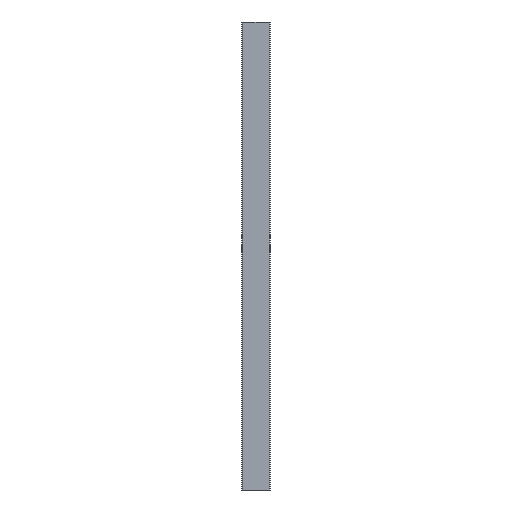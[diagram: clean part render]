
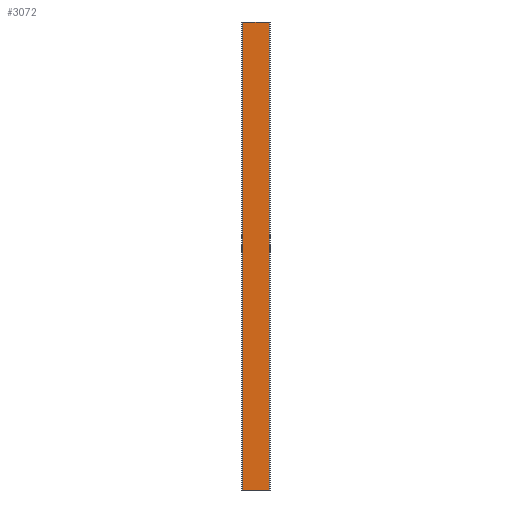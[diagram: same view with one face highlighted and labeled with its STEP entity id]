
A CAD part, left-side view. The second image highlights one B-rep face of the part: STEP entity #3072.
In plain terms, the highlighted planar face has unit normal (-1, 0, 0).
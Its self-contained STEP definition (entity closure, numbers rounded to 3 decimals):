
#168=FACE_OUTER_BOUND('',#327,.T.);
#327=EDGE_LOOP('',(#2455,#2456,#2457,#2458));
#629=LINE('',#4629,#1041);
#690=LINE('',#4758,#1102);
#691=LINE('',#4761,#1103);
#692=LINE('',#4762,#1104);
#1041=VECTOR('',#3789,10.);
#1102=VECTOR('',#3862,10.);
#1103=VECTOR('',#3865,10.);
#1104=VECTOR('',#3866,10.);
#1394=VERTEX_POINT('',#4626);
#1395=VERTEX_POINT('',#4628);
#1457=VERTEX_POINT('',#4756);
#1458=VERTEX_POINT('',#4760);
#1774=EDGE_CURVE('',#1394,#1395,#629,.T.);
#1839=EDGE_CURVE('',#1457,#1394,#690,.T.);
#1840=EDGE_CURVE('',#1458,#1457,#691,.T.);
#1841=EDGE_CURVE('',#1458,#1395,#692,.T.);
#2455=ORIENTED_EDGE('',*,*,#1839,.F.);
#2456=ORIENTED_EDGE('',*,*,#1840,.F.);
#2457=ORIENTED_EDGE('',*,*,#1841,.T.);
#2458=ORIENTED_EDGE('',*,*,#1774,.F.);
#2925=PLANE('',#3271);
#3072=ADVANCED_FACE('',(#168),#2925,.T.);
#3271=AXIS2_PLACEMENT_3D('',#4759,#3863,#3864);
#3789=DIRECTION('',(0.,1.,0.));
#3862=DIRECTION('',(0.,0.,-1.));
#3863=DIRECTION('center_axis',(-1.,0.,0.));
#3864=DIRECTION('ref_axis',(0.,-1.,0.));
#3865=DIRECTION('',(0.,-1.,0.));
#3866=DIRECTION('',(0.,0.,-1.));
#4626=CARTESIAN_POINT('',(-15.,-28.,-500.));
#4628=CARTESIAN_POINT('',(-15.,28.,-500.));
#4629=CARTESIAN_POINT('',(-15.,-28.,-500.));
#4756=CARTESIAN_POINT('',(-15.,-28.,500.));
#4758=CARTESIAN_POINT('',(-15.,-28.,0.));
#4759=CARTESIAN_POINT('Origin',(-15.,28.,0.));
#4760=CARTESIAN_POINT('',(-15.,28.,500.));
#4761=CARTESIAN_POINT('',(-15.,-28.,500.));
#4762=CARTESIAN_POINT('',(-15.,28.,0.));
